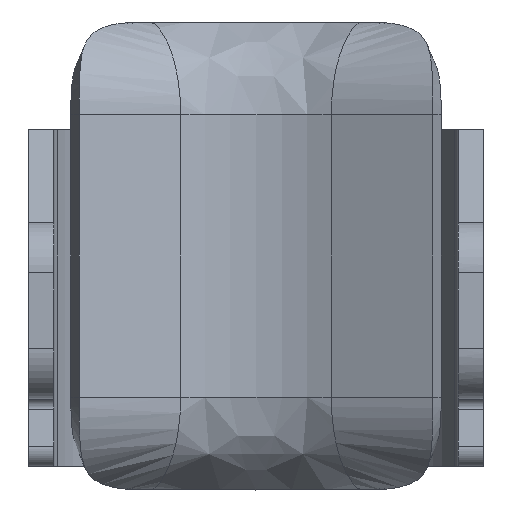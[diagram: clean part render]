
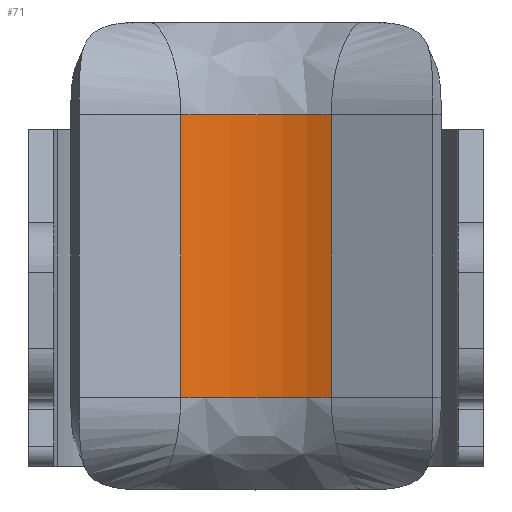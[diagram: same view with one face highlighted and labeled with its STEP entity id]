
A CAD part, front view. The second image highlights one B-rep face of the part: STEP entity #71.
In plain terms, the highlighted free-form (B-spline) face has degree [1, 2] with [2, 3] control points.
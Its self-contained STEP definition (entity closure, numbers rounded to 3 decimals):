
#71=ADVANCED_FACE('',(#245),#2723,.T.);
#245=FACE_OUTER_BOUND('',#419,.T.);
#419=EDGE_LOOP('',(#719,#720,#721,#722));
#719=ORIENTED_EDGE('',*,*,#1547,.T.);
#720=ORIENTED_EDGE('',*,*,#1540,.T.);
#721=ORIENTED_EDGE('',*,*,#1546,.F.);
#722=ORIENTED_EDGE('',*,*,#1535,.F.);
#1535=EDGE_CURVE('',#2407,#2418,#1937,.T.);
#1540=EDGE_CURVE('',#2416,#2419,#1939,.T.);
#1546=EDGE_CURVE('',#2418,#2419,#1940,.T.);
#1547=EDGE_CURVE('',#2407,#2416,#1941,.T.);
#1937=(
BOUNDED_CURVE()
B_SPLINE_CURVE(2,(#4342,#4343,#4344),.UNSPECIFIED.,.F.,.F.)
B_SPLINE_CURVE_WITH_KNOTS((3,3),(-9.215,0.),.UNSPECIFIED.)
CURVE()
GEOMETRIC_REPRESENTATION_ITEM()
RATIONAL_B_SPLINE_CURVE((1.,0.914,1.))
REPRESENTATION_ITEM('')
);
#1939=(
BOUNDED_CURVE()
B_SPLINE_CURVE(2,(#4410,#4411,#4412),.UNSPECIFIED.,.F.,.F.)
B_SPLINE_CURVE_WITH_KNOTS((3,3),(-9.215,0.),.UNSPECIFIED.)
CURVE()
GEOMETRIC_REPRESENTATION_ITEM()
RATIONAL_B_SPLINE_CURVE((1.,0.914,1.))
REPRESENTATION_ITEM('')
);
#1940=(
BOUNDED_CURVE()
B_SPLINE_CURVE(1,(#4455,#4456),.UNSPECIFIED.,.F.,.F.)
B_SPLINE_CURVE_WITH_KNOTS((2,2),(0.,16.772),.UNSPECIFIED.)
CURVE()
GEOMETRIC_REPRESENTATION_ITEM()
RATIONAL_B_SPLINE_CURVE((1.,1.))
REPRESENTATION_ITEM('')
);
#1941=(
BOUNDED_CURVE()
B_SPLINE_CURVE(1,(#4457,#4458),.UNSPECIFIED.,.F.,.F.)
B_SPLINE_CURVE_WITH_KNOTS((2,2),(0.,16.772),.UNSPECIFIED.)
CURVE()
GEOMETRIC_REPRESENTATION_ITEM()
RATIONAL_B_SPLINE_CURVE((1.,1.))
REPRESENTATION_ITEM('')
);
#2407=VERTEX_POINT('',#3899);
#2416=VERTEX_POINT('',#3908);
#2418=VERTEX_POINT('',#3910);
#2419=VERTEX_POINT('',#3911);
#2723=(
BOUNDED_SURFACE()
B_SPLINE_SURFACE(1,2,((#3392,#3393,#3394),(#3395,#3396,#3397)),
 .UNSPECIFIED.,.F.,.F.,.F.)
B_SPLINE_SURFACE_WITH_KNOTS((2,2),(3,3),(0.,16.772),(-9.215,
0.),.UNSPECIFIED.)
GEOMETRIC_REPRESENTATION_ITEM()
RATIONAL_B_SPLINE_SURFACE(((1.,0.914,1.),(1.,0.914,
1.)))
REPRESENTATION_ITEM('')
SURFACE()
);
#3392=CARTESIAN_POINT('',(-9.026,20.992,-15.886));
#3393=CARTESIAN_POINT('',(-13.5,22.984,-15.886));
#3394=CARTESIAN_POINT('',(-17.974,20.992,-15.886));
#3395=CARTESIAN_POINT('',(-9.026,20.992,0.886));
#3396=CARTESIAN_POINT('',(-13.5,22.984,0.886));
#3397=CARTESIAN_POINT('',(-17.974,20.992,0.886));
#3899=CARTESIAN_POINT('',(-9.026,20.992,-15.886));
#3908=CARTESIAN_POINT('',(-9.026,20.992,0.886));
#3910=CARTESIAN_POINT('',(-17.974,20.992,-15.886));
#3911=CARTESIAN_POINT('',(-17.974,20.992,0.886));
#4342=CARTESIAN_POINT('',(-9.026,20.992,-15.886));
#4343=CARTESIAN_POINT('',(-13.5,22.984,-15.886));
#4344=CARTESIAN_POINT('',(-17.974,20.992,-15.886));
#4410=CARTESIAN_POINT('',(-9.026,20.992,0.886));
#4411=CARTESIAN_POINT('',(-13.5,22.984,0.886));
#4412=CARTESIAN_POINT('',(-17.974,20.992,0.886));
#4455=CARTESIAN_POINT('',(-17.974,20.992,-15.886));
#4456=CARTESIAN_POINT('',(-17.974,20.992,0.886));
#4457=CARTESIAN_POINT('',(-9.026,20.992,-15.886));
#4458=CARTESIAN_POINT('',(-9.026,20.992,0.886));
